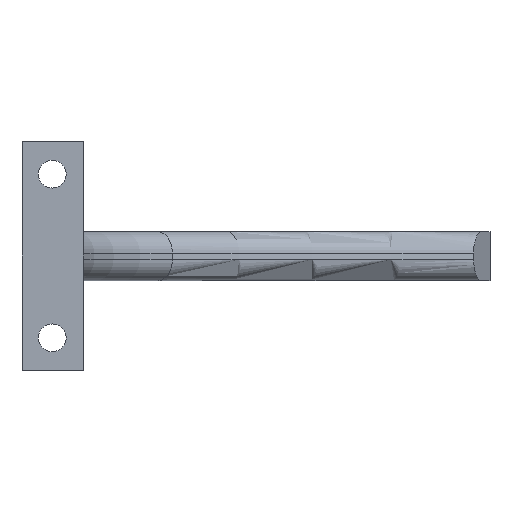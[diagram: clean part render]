
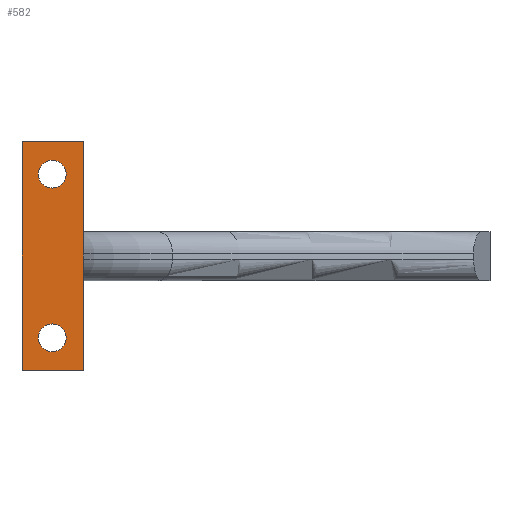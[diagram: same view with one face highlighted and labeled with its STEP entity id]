
A CAD part, front view. The second image highlights one B-rep face of the part: STEP entity #582.
In plain terms, the highlighted planar face has unit normal (0, -1, 0).
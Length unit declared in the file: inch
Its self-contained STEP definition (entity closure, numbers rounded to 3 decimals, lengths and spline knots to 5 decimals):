
#33=FACE_BOUND('',#125,.T.);
#34=FACE_BOUND('',#126,.T.);
#55=CIRCLE('',#631,0.085);
#56=CIRCLE('',#633,0.085);
#88=FACE_OUTER_BOUND('',#124,.T.);
#124=EDGE_LOOP('',(#525,#526,#527,#528));
#125=EDGE_LOOP('',(#529));
#126=EDGE_LOOP('',(#530));
#176=LINE('',#975,#232);
#178=LINE('',#979,#234);
#180=LINE('',#983,#236);
#182=LINE('',#986,#238);
#232=VECTOR('',#790,0.3937);
#234=VECTOR('',#794,0.3937);
#236=VECTOR('',#798,0.3937);
#238=VECTOR('',#802,0.3937);
#285=VERTEX_POINT('',#964);
#286=VERTEX_POINT('',#968);
#287=VERTEX_POINT('',#972);
#288=VERTEX_POINT('',#974);
#289=VERTEX_POINT('',#978);
#290=VERTEX_POINT('',#982);
#359=EDGE_CURVE('',#285,#285,#55,.T.);
#361=EDGE_CURVE('',#286,#286,#56,.T.);
#364=EDGE_CURVE('',#288,#287,#176,.T.);
#366=EDGE_CURVE('',#289,#288,#178,.T.);
#368=EDGE_CURVE('',#290,#289,#180,.T.);
#370=EDGE_CURVE('',#287,#290,#182,.T.);
#525=ORIENTED_EDGE('',*,*,#370,.T.);
#526=ORIENTED_EDGE('',*,*,#368,.T.);
#527=ORIENTED_EDGE('',*,*,#366,.T.);
#528=ORIENTED_EDGE('',*,*,#364,.T.);
#529=ORIENTED_EDGE('',*,*,#359,.T.);
#530=ORIENTED_EDGE('',*,*,#361,.T.);
#550=PLANE('',#638);
#582=ADVANCED_FACE('',(#88,#33,#34),#550,.T.);
#631=AXIS2_PLACEMENT_3D('',#965,#779,#780);
#633=AXIS2_PLACEMENT_3D('',#969,#784,#785);
#638=AXIS2_PLACEMENT_3D('',#987,#803,#804);
#779=DIRECTION('center_axis',(0.,1.,0.));
#780=DIRECTION('ref_axis',(0.,0.,-1.));
#784=DIRECTION('center_axis',(0.,1.,0.));
#785=DIRECTION('ref_axis',(0.,0.,-1.));
#790=DIRECTION('',(-1.,0.,0.));
#794=DIRECTION('',(0.,0.,1.));
#798=DIRECTION('',(1.,0.,0.));
#802=DIRECTION('',(0.,0.,-1.));
#803=DIRECTION('center_axis',(0.,-1.,0.));
#804=DIRECTION('ref_axis',(0.,0.,-1.));
#964=CARTESIAN_POINT('',(0.37511,0.255,0.58527));
#965=CARTESIAN_POINT('Origin',(0.37511,0.255,0.50027));
#968=CARTESIAN_POINT('',(0.37511,0.255,-0.4152));
#969=CARTESIAN_POINT('Origin',(0.37511,0.255,-0.5002));
#972=CARTESIAN_POINT('',(0.19038,0.255,0.7));
#974=CARTESIAN_POINT('',(0.56426,0.255,0.7));
#975=CARTESIAN_POINT('',(0.19038,0.255,0.7));
#978=CARTESIAN_POINT('',(0.56426,0.255,-0.7));
#979=CARTESIAN_POINT('',(0.56426,0.255,0.7));
#982=CARTESIAN_POINT('',(0.19038,0.255,-0.7));
#983=CARTESIAN_POINT('',(0.19038,0.255,-0.7));
#986=CARTESIAN_POINT('',(0.19038,0.255,-0.35784));
#987=CARTESIAN_POINT('Origin',(0.37732,0.255,0.));
